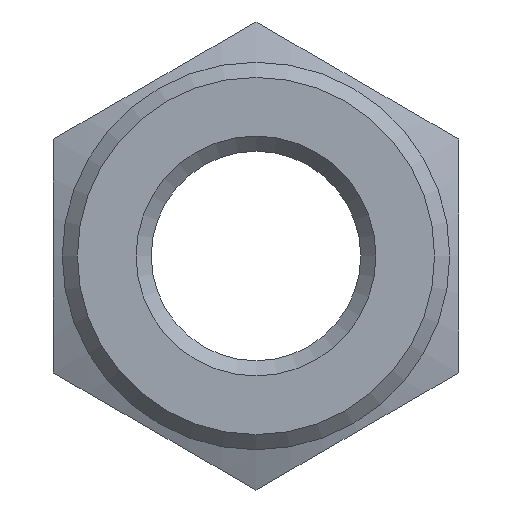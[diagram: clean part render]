
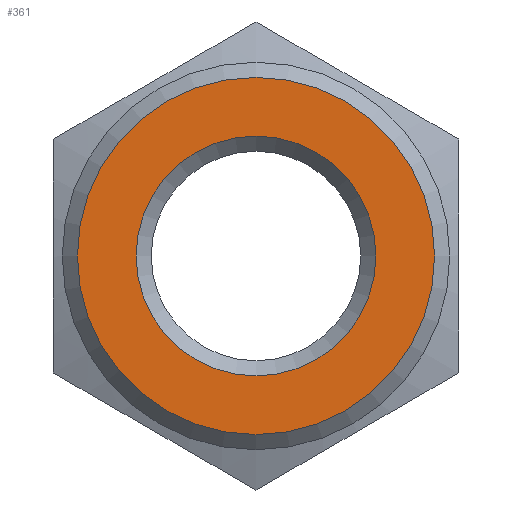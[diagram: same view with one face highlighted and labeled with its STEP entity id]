
A CAD part, front view. The second image highlights one B-rep face of the part: STEP entity #361.
In plain terms, the highlighted planar face has unit normal (0, -1, 0).
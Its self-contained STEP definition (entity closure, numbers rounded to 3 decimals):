
#24=CIRCLE('',#385,2.367);
#25=CIRCLE('',#386,3.525);
#82=ORIENTED_EDGE('',*,*,#126,.T.);
#83=ORIENTED_EDGE('',*,*,#127,.T.);
#126=EDGE_CURVE('',#148,#148,#24,.T.);
#127=EDGE_CURVE('',#149,#149,#25,.F.);
#148=VERTEX_POINT('',#555);
#149=VERTEX_POINT('',#557);
#177=EDGE_LOOP('',(#82));
#178=EDGE_LOOP('',(#83));
#205=FACE_BOUND('',#177,.T.);
#206=FACE_BOUND('',#178,.T.);
#231=PLANE('',#384);
#361=ADVANCED_FACE('',(#205,#206),#231,.F.);
#384=AXIS2_PLACEMENT_3D('',#553,#427,#428);
#385=AXIS2_PLACEMENT_3D('',#554,#429,#430);
#386=AXIS2_PLACEMENT_3D('',#556,#431,#432);
#427=DIRECTION('',(0.,1.,0.));
#428=DIRECTION('',(0.,0.,1.));
#429=DIRECTION('',(0.,1.,0.));
#430=DIRECTION('',(0.,0.,1.));
#431=DIRECTION('',(0.,1.,0.));
#432=DIRECTION('',(0.,0.,1.));
#553=CARTESIAN_POINT('',(0.,-3.6,0.));
#554=CARTESIAN_POINT('',(0.,-3.6,0.));
#555=CARTESIAN_POINT('',(0.,-3.6,2.367));
#556=CARTESIAN_POINT('',(0.,-3.6,0.));
#557=CARTESIAN_POINT('',(0.,-3.6,3.525));
